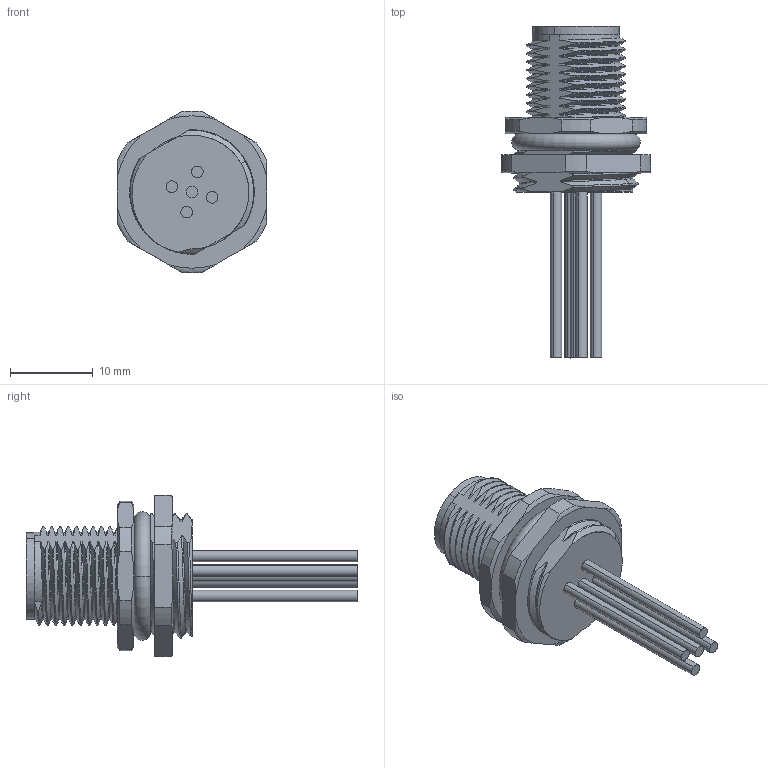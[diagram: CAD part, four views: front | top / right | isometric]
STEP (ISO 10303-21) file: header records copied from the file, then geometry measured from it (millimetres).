
FILE_DESCRIPTION((''),'2;1');
FILE_NAME('M12-M05A-BK-PG9-W0_25','2017-07-14T',('hq.zhang'),(''),'PRO/ENGINEER BY PARAMETRIC TECHNOLOGY CORPORATION, 2012480','PRO/ENGINEER BY PARAMETRIC TECHNOLOGY CORPORATION, 2012480','');
FILE_SCHEMA(('AUTOMOTIVE_DESIGN { 1 0 10303 214 1 1 1 1 }'));
Length unit declared in the file: millimetre
Products named in the file (1): M12-M05A-BK-PG9-W0_25
Bounding box: 18 x 40 x 19.5 mm (x, y, z)
Volume: 2643.8 mm3; surface area: 2776.7 mm2
Topology: 1 solids, 1 shells, 406 faces, 1216 edges, 816 vertices
Faces by surface type: plane 189, cylinder 96, bspline 74, cone 25, torus 10, sphere 10, extrusion 2
Entity records: 19233 total; most frequent: CARTESIAN_POINT 8927, ORIENTED_EDGE 2412, DIRECTION 1672, EDGE_CURVE 1206, VERTEX_POINT 816, VECTOR 644, LINE 642, AXIS2_PLACEMENT_3D 514
